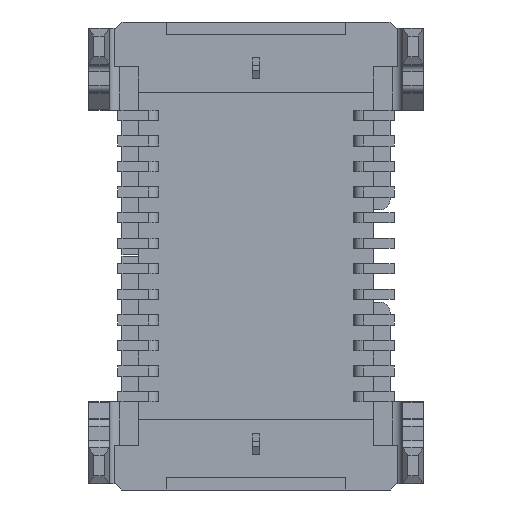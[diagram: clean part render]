
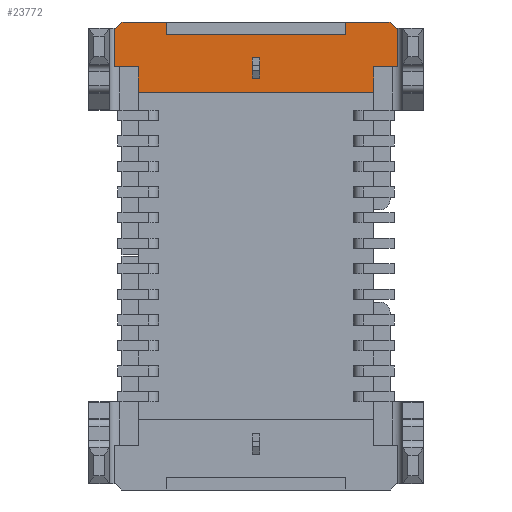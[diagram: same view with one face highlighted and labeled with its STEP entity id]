
A CAD part, left-side view. The second image highlights one B-rep face of the part: STEP entity #23772.
In plain terms, the highlighted planar face has unit normal (-1, 0, 0).
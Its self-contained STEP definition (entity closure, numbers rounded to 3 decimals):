
#5022=DIRECTION('',(0.,-0.707,-0.707));
#5023=VECTOR('',#5022,0.212);
#5024=CARTESIAN_POINT('',(-3.43,-1.46,0.093));
#5025=LINE('',#5024,#5023);
#5026=DIRECTION('',(0.,1.,0.));
#5027=VECTOR('',#5026,0.47);
#5028=CARTESIAN_POINT('',(-3.43,3.46,-0.782));
#5029=LINE('',#5028,#5027);
#5030=DIRECTION('',(0.,-0.707,0.707));
#5031=VECTOR('',#5030,0.212);
#5032=CARTESIAN_POINT('',(-3.43,3.93,-0.057));
#5033=LINE('',#5032,#5031);
#5034=DIRECTION('',(0.,1.,0.));
#5035=VECTOR('',#5034,0.87);
#5036=CARTESIAN_POINT('',(-3.43,2.91,0.093));
#5037=LINE('',#5036,#5035);
#5038=DIRECTION('',(0.,1.,0.));
#5039=VECTOR('',#5038,0.87);
#5040=CARTESIAN_POINT('',(-3.43,-1.46,0.093));
#5041=LINE('',#5040,#5039);
#5103=DIRECTION('',(0.,-1.,0.));
#5104=VECTOR('',#5103,0.47);
#5105=CARTESIAN_POINT('',(-3.43,-1.14,-0.782));
#5106=LINE('',#5105,#5104);
#5115=DIRECTION('',(0.,0.,1.));
#5116=VECTOR('',#5115,0.5);
#5117=CARTESIAN_POINT('',(-3.43,-1.14,-1.282));
#5118=LINE('',#5117,#5116);
#5279=DIRECTION('',(0.,0.,-1.));
#5280=VECTOR('',#5279,0.5);
#5281=CARTESIAN_POINT('',(-3.43,3.46,-0.782));
#5282=LINE('',#5281,#5280);
#5303=DIRECTION('',(0.,-1.,0.));
#5304=VECTOR('',#5303,4.6);
#5305=CARTESIAN_POINT('',(-3.43,3.46,-1.282));
#5306=LINE('',#5305,#5304);
#7883=DIRECTION('',(0.,0.,1.));
#7884=VECTOR('',#7883,0.725);
#7885=CARTESIAN_POINT('',(-3.43,-1.61,-0.782));
#7886=LINE('',#7885,#7884);
#7972=DIRECTION('',(0.,0.,-1.));
#7973=VECTOR('',#7972,0.725);
#7974=CARTESIAN_POINT('',(-3.43,3.93,-0.057));
#7975=LINE('',#7974,#7973);
#7984=DIRECTION('',(0.,0.,-1.));
#7985=VECTOR('',#7984,0.25);
#7986=CARTESIAN_POINT('',(-3.43,-0.59,0.093));
#7987=LINE('',#7986,#7985);
#7992=DIRECTION('',(0.,1.,0.));
#7993=VECTOR('',#7992,3.5);
#7994=CARTESIAN_POINT('',(-3.43,-0.59,-0.157));
#7995=LINE('',#7994,#7993);
#8004=DIRECTION('',(0.,0.,1.));
#8005=VECTOR('',#8004,0.25);
#8006=CARTESIAN_POINT('',(-3.43,2.91,-0.157));
#8007=LINE('',#8006,#8005);
#8032=DIRECTION('',(0.,0.,1.));
#8033=VECTOR('',#8032,0.4);
#8034=CARTESIAN_POINT('',(-3.43,1.235,-1.007));
#8035=LINE('',#8034,#8033);
#8040=DIRECTION('',(0.,0.,-1.));
#8041=VECTOR('',#8040,0.4);
#8042=CARTESIAN_POINT('',(-3.43,1.085,-0.607));
#8043=LINE('',#8042,#8041);
#8056=DIRECTION('',(0.,-1.,0.));
#8057=VECTOR('',#8056,0.15);
#8058=CARTESIAN_POINT('',(-3.43,1.235,-0.607));
#8059=LINE('',#8058,#8057);
#8064=DIRECTION('',(0.,1.,0.));
#8065=VECTOR('',#8064,0.15);
#8066=CARTESIAN_POINT('',(-3.43,1.085,-1.007));
#8067=LINE('',#8066,#8065);
#13612=CARTESIAN_POINT('',(-3.43,-1.46,0.093));
#13613=CARTESIAN_POINT('',(-3.43,-1.61,-0.057));
#13614=VERTEX_POINT('',#13612);
#13615=VERTEX_POINT('',#13613);
#13616=CARTESIAN_POINT('',(-3.43,3.46,-0.782));
#13617=CARTESIAN_POINT('',(-3.43,3.93,-0.782));
#13618=VERTEX_POINT('',#13616);
#13619=VERTEX_POINT('',#13617);
#13620=CARTESIAN_POINT('',(-3.43,3.93,-0.057));
#13621=CARTESIAN_POINT('',(-3.43,3.78,0.093));
#13622=VERTEX_POINT('',#13620);
#13623=VERTEX_POINT('',#13621);
#13624=CARTESIAN_POINT('',(-3.43,1.235,-1.007));
#13625=CARTESIAN_POINT('',(-3.43,1.235,-0.607));
#13626=VERTEX_POINT('',#13624);
#13627=VERTEX_POINT('',#13625);
#13628=CARTESIAN_POINT('',(-3.43,1.085,-1.007));
#13629=VERTEX_POINT('',#13628);
#13630=CARTESIAN_POINT('',(-3.43,1.085,-0.607));
#13631=VERTEX_POINT('',#13630);
#13632=CARTESIAN_POINT('',(-3.43,2.91,0.093));
#13633=VERTEX_POINT('',#13632);
#13634=CARTESIAN_POINT('',(-3.43,-0.59,0.093));
#13635=VERTEX_POINT('',#13634);
#13658=CARTESIAN_POINT('',(-3.43,-1.14,-0.782));
#13659=CARTESIAN_POINT('',(-3.43,-1.61,-0.782));
#13660=VERTEX_POINT('',#13658);
#13661=VERTEX_POINT('',#13659);
#13670=CARTESIAN_POINT('',(-3.43,-1.14,-1.282));
#13671=VERTEX_POINT('',#13670);
#13728=CARTESIAN_POINT('',(-3.43,3.46,-1.282));
#13729=VERTEX_POINT('',#13728);
#15294=CARTESIAN_POINT('',(-3.43,-0.59,-0.157));
#15295=VERTEX_POINT('',#15294);
#15298=CARTESIAN_POINT('',(-3.43,2.91,-0.157));
#15299=VERTEX_POINT('',#15298);
#23728=CARTESIAN_POINT('',(-3.43,1.16,-0.595));
#23729=DIRECTION('',(1.,0.,0.));
#23730=DIRECTION('',(0.,-1.,0.));
#23731=AXIS2_PLACEMENT_3D('',#23728,#23729,#23730);
#23732=PLANE('',#23731);
#23734=ORIENTED_EDGE('',*,*,#23733,.F.);
#23736=ORIENTED_EDGE('',*,*,#23735,.F.);
#23738=ORIENTED_EDGE('',*,*,#23737,.F.);
#23740=ORIENTED_EDGE('',*,*,#23739,.F.);
#23742=ORIENTED_EDGE('',*,*,#23741,.F.);
#23744=ORIENTED_EDGE('',*,*,#23743,.T.);
#23746=ORIENTED_EDGE('',*,*,#23745,.F.);
#23748=ORIENTED_EDGE('',*,*,#23747,.F.);
#23750=ORIENTED_EDGE('',*,*,#23749,.F.);
#23752=ORIENTED_EDGE('',*,*,#23751,.F.);
#23754=ORIENTED_EDGE('',*,*,#23753,.F.);
#23755=ORIENTED_EDGE('',*,*,#23710,.T.);
#23757=ORIENTED_EDGE('',*,*,#23756,.F.);
#23759=ORIENTED_EDGE('',*,*,#23758,.T.);
#23760=EDGE_LOOP('',(#23734,#23736,#23738,#23740,#23742,#23744,#23746,#23748,
#23750,#23752,#23754,#23755,#23757,#23759));
#23761=FACE_OUTER_BOUND('',#23760,.F.);
#23763=ORIENTED_EDGE('',*,*,#23762,.F.);
#23765=ORIENTED_EDGE('',*,*,#23764,.F.);
#23767=ORIENTED_EDGE('',*,*,#23766,.F.);
#23769=ORIENTED_EDGE('',*,*,#23768,.F.);
#23770=EDGE_LOOP('',(#23763,#23765,#23767,#23769));
#23771=FACE_BOUND('',#23770,.F.);
#23772=ADVANCED_FACE('',(#23761,#23771),#23732,.F.);
#23710=EDGE_CURVE('',#13618,#13619,#5029,.T.);
#23733=EDGE_CURVE('',#13633,#13623,#5037,.T.);
#23735=EDGE_CURVE('',#15299,#13633,#8007,.T.);
#23737=EDGE_CURVE('',#15295,#15299,#7995,.T.);
#23739=EDGE_CURVE('',#13635,#15295,#7987,.T.);
#23741=EDGE_CURVE('',#13614,#13635,#5041,.T.);
#23743=EDGE_CURVE('',#13614,#13615,#5025,.T.);
#23745=EDGE_CURVE('',#13661,#13615,#7886,.T.);
#23747=EDGE_CURVE('',#13660,#13661,#5106,.T.);
#23749=EDGE_CURVE('',#13671,#13660,#5118,.T.);
#23751=EDGE_CURVE('',#13729,#13671,#5306,.T.);
#23753=EDGE_CURVE('',#13618,#13729,#5282,.T.);
#23756=EDGE_CURVE('',#13622,#13619,#7975,.T.);
#23758=EDGE_CURVE('',#13622,#13623,#5033,.T.);
#23762=EDGE_CURVE('',#13626,#13627,#8035,.T.);
#23764=EDGE_CURVE('',#13629,#13626,#8067,.T.);
#23766=EDGE_CURVE('',#13631,#13629,#8043,.T.);
#23768=EDGE_CURVE('',#13627,#13631,#8059,.T.);
